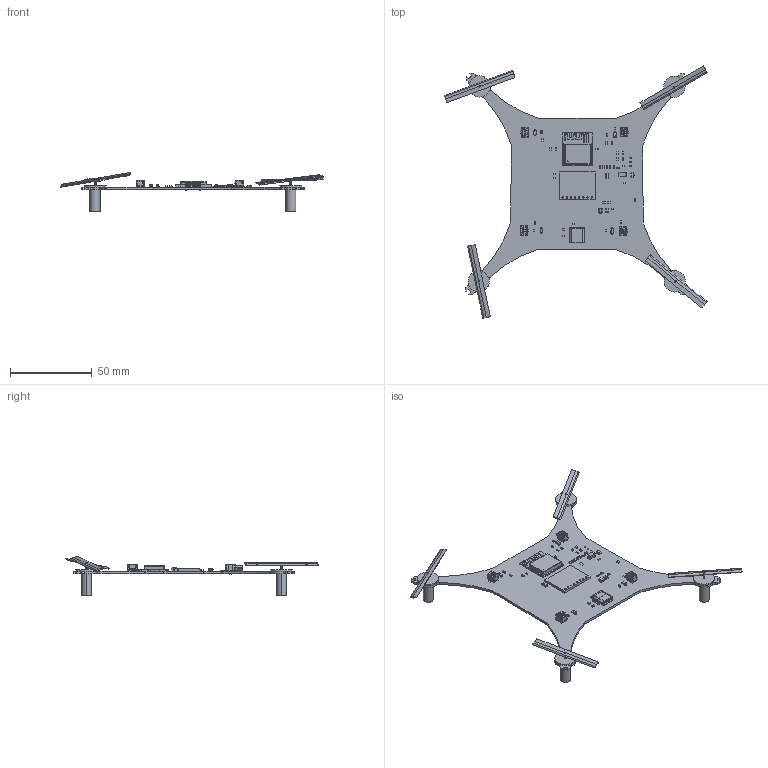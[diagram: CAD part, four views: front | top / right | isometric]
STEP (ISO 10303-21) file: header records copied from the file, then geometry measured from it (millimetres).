
FILE_DESCRIPTION (( 'STEP AP203' ), '1' );
FILE_NAME ('Minicopter.STEP', '2025-07-23T05:59:20', ( '' ), ( '' ), 'SwSTEP 2.0', 'SolidWorks 2024', '' );
FILE_SCHEMA (( 'CONFIG_CONTROL_DESIGN' ));
Length unit declared in the file: millimetre
Products named in the file (17): Minicopter_PCB; SOT-666; C_0603_1608Metric; USB_C_Receptacle_GCT_USB4085; motor_attachment; Propellers; D_SMA; D_SOD-123; ESP32-C3-WROOM-02; SOT-23-5; Motor; Minicopter; LED_0603_1608Metric; GY-87; SOT-23; JST_GH_BM02B-GHS-TBT_1x02-1MP_P1.25mm_Vertical; R_0603_1608Metric
Assembly tree (63 placements, depth 2):
  Minicopter
    D_SOD-123  x4
    JST_GH_BM02B-GHS-TBT_1x02-1MP_P1.25mm_Vertical  x4
    R_0603_1608Metric  x18
    ESP32-C3-WROOM-02
    C_0603_1608Metric  x12
    D_SMA
    SOT-23-5
    LED_0603_1608Metric  x5
    SOT-666
    SOT-23
    USB_C_Receptacle_GCT_USB4085
    Minicopter_PCB
    GY-87
    Motor  x4
    Propellers  x4
    motor_attachment  x4
Bounding box: 160.79 x 154.43 x 24.07 mm (x, y, z)
Volume: 16593.1 mm3; surface area: 25643.2 mm2
Topology: 125 solids, 125 shells, 3040 faces, 7945 edges, 5212 vertices
Faces by surface type: plane 2315, cylinder 701, torus 8, bspline 8, sphere 4, cone 4
Entity records: 51561 total; most frequent: CARTESIAN_POINT 8538, ORIENTED_EDGE 8252, DIRECTION 8132, EDGE_CURVE 4126, VECTOR 3416, LINE 3416, VERTEX_POINT 2704, AXIS2_PLACEMENT_3D 2358
